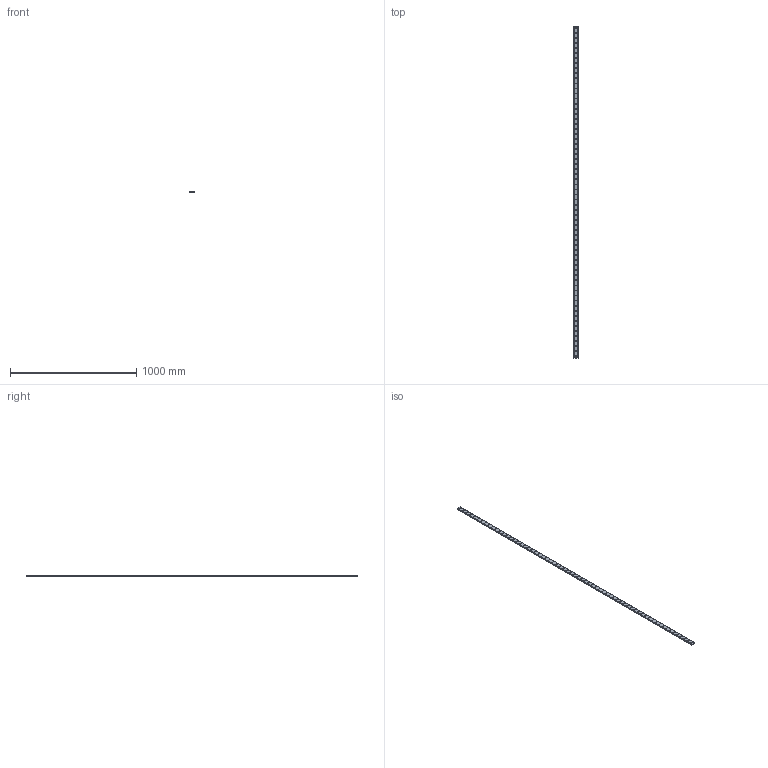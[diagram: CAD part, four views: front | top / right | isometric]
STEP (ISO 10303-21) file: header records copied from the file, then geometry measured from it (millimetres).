
FILE_DESCRIPTION(('STEP AP214'),'1');
FILE_NAME('cctmp_FBBEE6A2-B09E-463E-B4AE-9AFAC14FA24B_2021_03_02_12_06_02_0249..stp','2021-03-02T11:06:02',('HIWIN GmbH'),('CADClick - www.CADClick.com'),'Spatial InterOp 3D',' ','unknown authorization');
FILE_SCHEMA(('AUTOMOTIVE_DESIGN'));
Length unit declared in the file: millimetre
Products named in the file (1): WER17R2630H_FILE
Bounding box: 33 x 2630 x 9.3 mm (x, y, z)
Volume: 726301.8 mm3; surface area: 257252.8 mm2
Topology: 1 solids, 1 shells, 1291 faces, 2667 edges, 1778 vertices
Faces by surface type: cylinder 810, plane 481
Entity records: 45333 total; most frequent: DIRECTION 6871, CARTESIAN_POINT 5737, ORIENTED_EDGE 5334, AXIS2_PLACEMENT_3D 2912, EDGE_CURVE 2667, VERTEX_POINT 1778, EDGE_LOOP 1691, CIRCLE 1620
